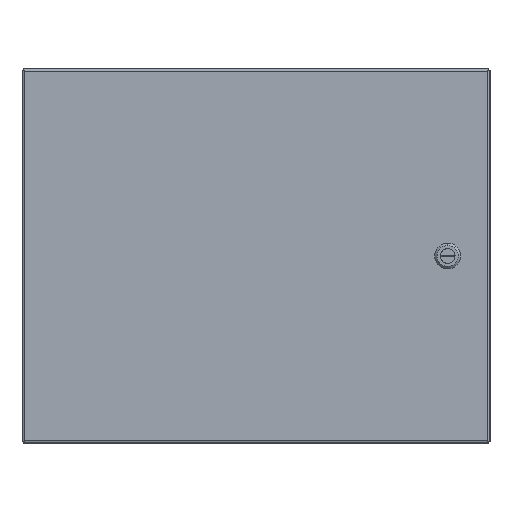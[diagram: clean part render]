
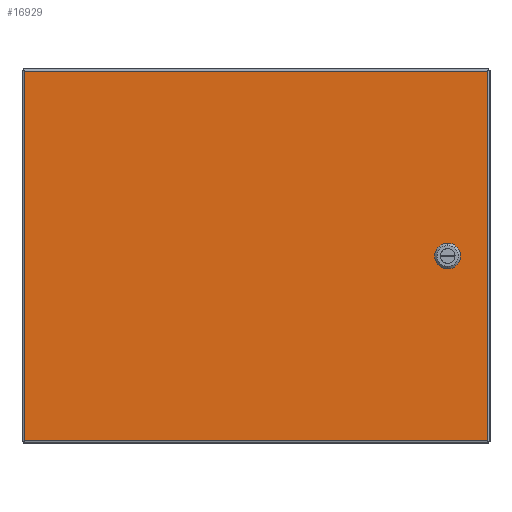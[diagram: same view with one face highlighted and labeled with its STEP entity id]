
A CAD part, front view. The second image highlights one B-rep face of the part: STEP entity #16929.
In plain terms, the highlighted planar face has unit normal (0, -1, 0).
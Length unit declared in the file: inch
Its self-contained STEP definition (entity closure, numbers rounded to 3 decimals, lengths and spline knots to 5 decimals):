
#363 = LINE ( 'NONE', #1927, #17526 ) ;
#505 = EDGE_CURVE ( 'NONE', #704, #14176, #13197, .T. ) ;
#704 = VERTEX_POINT ( 'NONE', #4064 ) ;
#997 = VERTEX_POINT ( 'NONE', #16815 ) ;
#1174 = CARTESIAN_POINT ( 'NONE',  ( -9.896, -10.821, -7.8985 ) ) ;
#1198 = LINE ( 'NONE', #4429, #20773 ) ;
#1308 = LINE ( 'NONE', #4745, #21631 ) ;
#1783 = DIRECTION ( 'NONE',  ( 0., 0., 1. ) ) ;
#1787 = VERTEX_POINT ( 'NONE', #5833 ) ;
#1927 = CARTESIAN_POINT ( 'NONE',  ( 7.96, -10.821, -0.3955 ) ) ;
#2531 = EDGE_CURVE ( 'NONE', #3746, #4705, #3575, .T. ) ;
#2787 = CARTESIAN_POINT ( 'NONE',  ( 8.422, -10.821, -0.3955 ) ) ;
#3047 = EDGE_CURVE ( 'NONE', #997, #20620, #1308, .T. ) ;
#3219 = VECTOR ( 'NONE', #12713, 39.37008 ) ;
#3359 = CARTESIAN_POINT ( 'NONE',  ( 7.7955, -10.821, 0.231 ) ) ;
#3560 = CARTESIAN_POINT ( 'NONE',  ( 9.901, -10.821, 7.8985 ) ) ;
#3575 = LINE ( 'NONE', #3359, #16338 ) ;
#3624 = DIRECTION ( 'NONE',  ( -0.707, 0., 0.707 ) ) ;
#3687 = VECTOR ( 'NONE', #6964, 39.37008 ) ;
#3746 = VERTEX_POINT ( 'NONE', #5892 ) ;
#3905 = CARTESIAN_POINT ( 'NONE',  ( -9.896, -10.821, 7.8985 ) ) ;
#4028 = ORIENTED_EDGE ( 'NONE', *, *, #17293, .T. ) ;
#4050 = EDGE_LOOP ( 'NONE', ( #4028, #12693, #17474, #15559 ) ) ;
#4064 = CARTESIAN_POINT ( 'NONE',  ( -9.896, -10.821, -7.8985 ) ) ;
#4429 = CARTESIAN_POINT ( 'NONE',  ( 8.5865, -10.821, -0.231 ) ) ;
#4651 = EDGE_CURVE ( 'NONE', #15697, #10957, #363, .T. ) ;
#4705 = VERTEX_POINT ( 'NONE', #19051 ) ;
#4745 = CARTESIAN_POINT ( 'NONE',  ( 8.422, -10.821, 0.3955 ) ) ;
#4826 = CARTESIAN_POINT ( 'NONE',  ( -9.896, -10.821, -7.8985 ) ) ;
#5051 = DIRECTION ( 'NONE',  ( 0., 0., -1. ) ) ;
#5182 = CARTESIAN_POINT ( 'NONE',  ( -9.896, -10.821, 7.8985 ) ) ;
#5227 = LINE ( 'NONE', #17018, #21705 ) ;
#5601 = CARTESIAN_POINT ( 'NONE',  ( 7.7955, -10.821, -0.231 ) ) ;
#5799 = CARTESIAN_POINT ( 'NONE',  ( 9.901, -10.821, -7.8985 ) ) ;
#5833 = CARTESIAN_POINT ( 'NONE',  ( 8.5865, -10.821, -0.231 ) ) ;
#5892 = CARTESIAN_POINT ( 'NONE',  ( 7.7955, -10.821, -0.231 ) ) ;
#6023 = DIRECTION ( 'NONE',  ( -0.707, 0., -0.707 ) ) ;
#6071 = DIRECTION ( 'NONE',  ( 1., 0., 0. ) ) ;
#6210 = VERTEX_POINT ( 'NONE', #3560 ) ;
#6751 = VECTOR ( 'NONE', #6023, 39.37008 ) ;
#6964 = DIRECTION ( 'NONE',  ( -1., 0., 0. ) ) ;
#7162 = LINE ( 'NONE', #5601, #11181 ) ;
#8148 = DIRECTION ( 'NONE',  ( 0., 0., -1. ) ) ;
#8181 = EDGE_CURVE ( 'NONE', #10957, #3746, #7162, .T. ) ;
#8563 = DIRECTION ( 'NONE',  ( 0., 0., 1. ) ) ;
#8596 = CARTESIAN_POINT ( 'NONE',  ( 7.96, -10.821, 0.3955 ) ) ;
#9230 = EDGE_CURVE ( 'NONE', #20620, #1787, #1198, .T. ) ;
#9714 = DIRECTION ( 'NONE',  ( 0., -1., 0. ) ) ;
#9778 = LINE ( 'NONE', #19662, #19901 ) ;
#9833 = FACE_BOUND ( 'NONE', #12187, .T. ) ;
#10823 = LINE ( 'NONE', #17703, #3219 ) ;
#10957 = VERTEX_POINT ( 'NONE', #18445 ) ;
#11181 = VECTOR ( 'NONE', #3624, 39.37008 ) ;
#11281 = PLANE ( 'NONE',  #16373 ) ;
#11358 = ORIENTED_EDGE ( 'NONE', *, *, #3047, .T. ) ;
#12187 = EDGE_LOOP ( 'NONE', ( #19868, #17564, #14938, #11358, #14525, #15690, #20741, #14117 ) ) ;
#12245 = CARTESIAN_POINT ( 'NONE',  ( 8.5865, -10.821, 0.231 ) ) ;
#12693 = ORIENTED_EDGE ( 'NONE', *, *, #19042, .T. ) ;
#12713 = DIRECTION ( 'NONE',  ( 0., 0., -1. ) ) ;
#13197 = LINE ( 'NONE', #1174, #19767 ) ;
#13488 = VECTOR ( 'NONE', #21636, 39.37008 ) ;
#14117 = ORIENTED_EDGE ( 'NONE', *, *, #8181, .T. ) ;
#14176 = VERTEX_POINT ( 'NONE', #5799 ) ;
#14525 = ORIENTED_EDGE ( 'NONE', *, *, #9230, .T. ) ;
#14561 = CARTESIAN_POINT ( 'NONE',  ( 7.96, -10.821, 0.3955 ) ) ;
#14602 = EDGE_CURVE ( 'NONE', #4705, #19217, #16317, .T. ) ;
#14839 = FACE_OUTER_BOUND ( 'NONE', #4050, .T. ) ;
#14938 = ORIENTED_EDGE ( 'NONE', *, *, #15755, .T. ) ;
#15127 = EDGE_CURVE ( 'NONE', #20781, #704, #10823, .T. ) ;
#15151 = EDGE_CURVE ( 'NONE', #1787, #15697, #20810, .T. ) ;
#15489 = DIRECTION ( 'NONE',  ( -1., 0., 0. ) ) ;
#15559 = ORIENTED_EDGE ( 'NONE', *, *, #505, .T. ) ;
#15690 = ORIENTED_EDGE ( 'NONE', *, *, #15151, .T. ) ;
#15697 = VERTEX_POINT ( 'NONE', #2787 ) ;
#15755 = EDGE_CURVE ( 'NONE', #19217, #997, #9778, .T. ) ;
#16317 = LINE ( 'NONE', #14561, #13488 ) ;
#16338 = VECTOR ( 'NONE', #8563, 39.37008 ) ;
#16373 = AXIS2_PLACEMENT_3D ( 'NONE', #4826, #9714, #8148 ) ;
#16815 = CARTESIAN_POINT ( 'NONE',  ( 8.422, -10.821, 0.3955 ) ) ;
#16929 = ADVANCED_FACE ( 'NONE', ( #14839, #9833 ), #11281, .T. ) ;
#17018 = CARTESIAN_POINT ( 'NONE',  ( 9.901, -10.821, -7.8985 ) ) ;
#17293 = EDGE_CURVE ( 'NONE', #14176, #6210, #5227, .T. ) ;
#17474 = ORIENTED_EDGE ( 'NONE', *, *, #15127, .T. ) ;
#17526 = VECTOR ( 'NONE', #15489, 39.37008 ) ;
#17564 = ORIENTED_EDGE ( 'NONE', *, *, #14602, .T. ) ;
#17703 = CARTESIAN_POINT ( 'NONE',  ( -9.896, -10.821, -7.8985 ) ) ;
#17922 = CARTESIAN_POINT ( 'NONE',  ( 8.5865, -10.821, -0.231 ) ) ;
#18117 = DIRECTION ( 'NONE',  ( 1., 0., 0. ) ) ;
#18445 = CARTESIAN_POINT ( 'NONE',  ( 7.96, -10.821, -0.3955 ) ) ;
#19042 = EDGE_CURVE ( 'NONE', #6210, #20781, #20408, .T. ) ;
#19051 = CARTESIAN_POINT ( 'NONE',  ( 7.7955, -10.821, 0.231 ) ) ;
#19217 = VERTEX_POINT ( 'NONE', #8596 ) ;
#19662 = CARTESIAN_POINT ( 'NONE',  ( 8.422, -10.821, 0.3955 ) ) ;
#19767 = VECTOR ( 'NONE', #6071, 39.37008 ) ;
#19868 = ORIENTED_EDGE ( 'NONE', *, *, #2531, .T. ) ;
#19901 = VECTOR ( 'NONE', #18117, 39.37008 ) ;
#20082 = DIRECTION ( 'NONE',  ( 0.707, 0., -0.707 ) ) ;
#20408 = LINE ( 'NONE', #5182, #3687 ) ;
#20620 = VERTEX_POINT ( 'NONE', #12245 ) ;
#20741 = ORIENTED_EDGE ( 'NONE', *, *, #4651, .T. ) ;
#20773 = VECTOR ( 'NONE', #5051, 39.37008 ) ;
#20781 = VERTEX_POINT ( 'NONE', #3905 ) ;
#20810 = LINE ( 'NONE', #17922, #6751 ) ;
#21631 = VECTOR ( 'NONE', #20082, 39.37008 ) ;
#21636 = DIRECTION ( 'NONE',  ( 0.707, 0., 0.707 ) ) ;
#21705 = VECTOR ( 'NONE', #1783, 39.37008 ) ;
